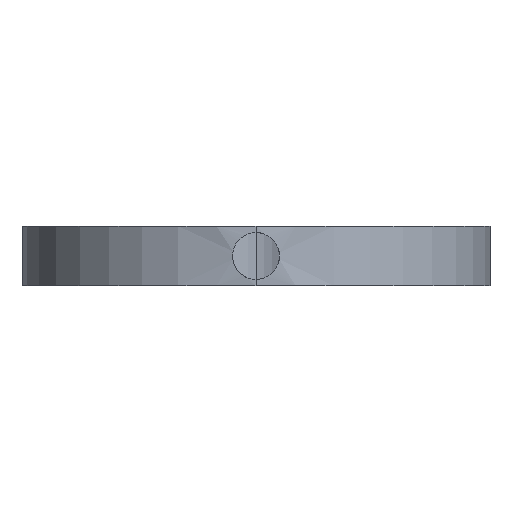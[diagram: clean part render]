
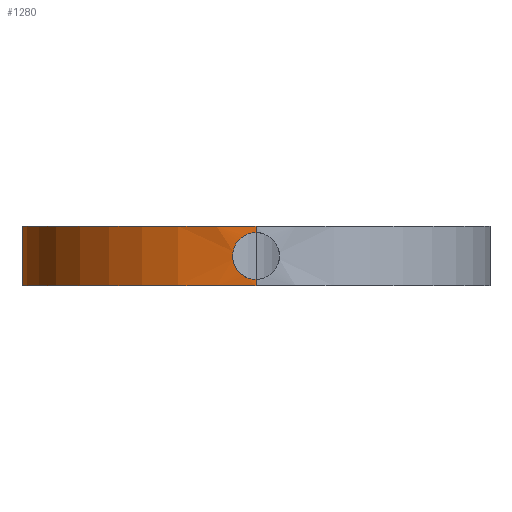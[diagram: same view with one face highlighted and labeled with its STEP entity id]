
A CAD part, left-side view. The second image highlights one B-rep face of the part: STEP entity #1280.
In plain terms, the highlighted cylindrical face has radius 25 mm (diameter 50 mm), a partial arc.
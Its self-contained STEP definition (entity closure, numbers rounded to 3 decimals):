
#2 = CARTESIAN_POINT ( 'NONE',  ( -24.899, 2.247, -1.107 ) ) ;
#27 = LINE ( 'NONE', #1450, #517 ) ;
#34 = DIRECTION ( 'NONE',  ( 0., 0., -1. ) ) ;
#59 = CARTESIAN_POINT ( 'NONE',  ( 11.31, 22.295, 3.2 ) ) ;
#71 = ORIENTED_EDGE ( 'NONE', *, *, #1270, .F. ) ;
#82 = CARTESIAN_POINT ( 'NONE',  ( -24.993, 0.659, -2.433 ) ) ;
#85 = CARTESIAN_POINT ( 'NONE',  ( -25., 0., -2.5 ) ) ;
#89 = CARTESIAN_POINT ( 'NONE',  ( 0., 0., 3.2 ) ) ;
#113 = CARTESIAN_POINT ( 'NONE',  ( -24.876, 2.484, -0.326 ) ) ;
#120 = AXIS2_PLACEMENT_3D ( 'NONE', #611, #385, #779 ) ;
#124 = EDGE_CURVE ( 'NONE', #1208, #263, #1086, .T. ) ;
#176 = DIRECTION ( 'NONE',  ( 0., 0., -1. ) ) ;
#177 = CARTESIAN_POINT ( 'NONE',  ( -24.976, 1.107, 2.248 ) ) ;
#195 = DIRECTION ( 'NONE',  ( 0., 0., 1. ) ) ;
#202 = EDGE_CURVE ( 'NONE', #1309, #263, #840, .T. ) ;
#233 = CARTESIAN_POINT ( 'NONE',  ( 11.31, 22.295, 3.2 ) ) ;
#235 = CARTESIAN_POINT ( 'NONE',  ( -24.883, 2.42, 0.649 ) ) ;
#263 = VERTEX_POINT ( 'NONE', #727 ) ;
#283 = CARTESIAN_POINT ( 'NONE',  ( -24.906, 2.169, 1.254 ) ) ;
#293 = CARTESIAN_POINT ( 'NONE',  ( -24.969, 1.252, 2.17 ) ) ;
#299 = CARTESIAN_POINT ( 'NONE',  ( -24.998, 0.325, 2.484 ) ) ;
#319 = CARTESIAN_POINT ( 'NONE',  ( -25., 0., -2.5 ) ) ;
#347 = CARTESIAN_POINT ( 'NONE',  ( -24.883, 2.421, -0.646 ) ) ;
#382 = VERTEX_POINT ( 'NONE', #1343 ) ;
#385 = DIRECTION ( 'NONE',  ( 0., 0., -1. ) ) ;
#422 = CARTESIAN_POINT ( 'NONE',  ( -24.987, 0.806, 2.372 ) ) ;
#459 = EDGE_CURVE ( 'NONE', #563, #1208, #1436, .T. ) ;
#517 = VECTOR ( 'NONE', #34, 1000. ) ;
#537 = CARTESIAN_POINT ( 'NONE',  ( -24.921, 1.987, 1.525 ) ) ;
#549 = CARTESIAN_POINT ( 'NONE',  ( -24.876, 2.484, 0.329 ) ) ;
#563 = VERTEX_POINT ( 'NONE', #233 ) ;
#599 = CARTESIAN_POINT ( 'NONE',  ( -25., 0., 3.2 ) ) ;
#611 = CARTESIAN_POINT ( 'NONE',  ( 0., 0., 3.2 ) ) ;
#657 = CARTESIAN_POINT ( 'NONE',  ( -24.969, 1.255, -2.168 ) ) ;
#660 = CARTESIAN_POINT ( 'NONE',  ( -25., 0.331, -2.5 ) ) ;
#705 = ORIENTED_EDGE ( 'NONE', *, *, #124, .T. ) ;
#712 = DIRECTION ( 'NONE',  ( 0., 0., -1. ) ) ;
#727 = CARTESIAN_POINT ( 'NONE',  ( -25., 0., -3.2 ) ) ;
#764 = AXIS2_PLACEMENT_3D ( 'NONE', #1078, #1435, #849 ) ;
#779 = DIRECTION ( 'NONE',  ( -1., 0., 0. ) ) ;
#783 = CARTESIAN_POINT ( 'NONE',  ( -24.954, 1.528, -1.985 ) ) ;
#839 = VECTOR ( 'NONE', #176, 1000. ) ;
#840 = LINE ( 'NONE', #599, #1131 ) ;
#849 = DIRECTION ( 'NONE',  ( 1., 0., 0. ) ) ;
#879 = VERTEX_POINT ( 'NONE', #1341 ) ;
#912 = ORIENTED_EDGE ( 'NONE', *, *, #1057, .F. ) ;
#944 = CARTESIAN_POINT ( 'NONE',  ( -24.929, 1.884, -1.651 ) ) ;
#958 = EDGE_LOOP ( 'NONE', ( #71, #1166, #1497, #705, #1307, #912 ) ) ;
#988 = CYLINDRICAL_SURFACE ( 'NONE', #120, 25. ) ;
#1004 = CARTESIAN_POINT ( 'NONE',  ( -25., 0.163, 2.5 ) ) ;
#1009 = CARTESIAN_POINT ( 'NONE',  ( -25., 0., 2.5 ) ) ;
#1057 = EDGE_CURVE ( 'NONE', #382, #1309, #1148, .T. ) ;
#1078 = CARTESIAN_POINT ( 'NONE',  ( 0., 0., -3.2 ) ) ;
#1086 = CIRCLE ( 'NONE', #764, 25. ) ;
#1114 = EDGE_CURVE ( 'NONE', #563, #879, #1485, .T. ) ;
#1124 = CARTESIAN_POINT ( 'NONE',  ( -24.992, 0.648, 2.42 ) ) ;
#1131 = VECTOR ( 'NONE', #712, 1000. ) ;
#1141 = CARTESIAN_POINT ( 'NONE',  ( -24.875, 2.5, 0.167 ) ) ;
#1148 = B_SPLINE_CURVE_WITH_KNOTS ( 'NONE', 3,
 ( #1009, #1004, #299, #1124, #422, #177, #293, #1364, #1487, #1242, #537, #283, #1249, #1258, #235, #549, #1141, #1294, #113, #347, #1376, #2, #1530, #1496, #944, #1369, #783, #657, #1384, #82, #660, #319 ),
 .UNSPECIFIED., .F., .F.,
 ( 4, 2, 2, 2, 2, 2, 2, 2, 2, 2, 2, 2, 2, 2, 2, 4 ),
 ( 0.008, 0.008, 0.009, 0.009, 0.01, 0.01, 0.011, 0.011, 0.012, 0.012, 0.013, 0.013, 0.014, 0.014, 0.015, 0.016 ),
 .UNSPECIFIED. ) ;
#1166 = ORIENTED_EDGE ( 'NONE', *, *, #1114, .F. ) ;
#1200 = AXIS2_PLACEMENT_3D ( 'NONE', #89, #195, #1419 ) ;
#1208 = VERTEX_POINT ( 'NONE', #1426 ) ;
#1242 = CARTESIAN_POINT ( 'NONE',  ( -24.929, 1.882, 1.654 ) ) ;
#1249 = CARTESIAN_POINT ( 'NONE',  ( -24.899, 2.246, 1.11 ) ) ;
#1255 = FACE_OUTER_BOUND ( 'NONE', #958, .T. ) ;
#1258 = CARTESIAN_POINT ( 'NONE',  ( -24.887, 2.372, 0.808 ) ) ;
#1270 = EDGE_CURVE ( 'NONE', #879, #382, #27, .T. ) ;
#1280 = ADVANCED_FACE ( 'NONE', ( #1255 ), #988, .T. ) ;
#1294 = CARTESIAN_POINT ( 'NONE',  ( -24.875, 2.5, -0.163 ) ) ;
#1307 = ORIENTED_EDGE ( 'NONE', *, *, #202, .F. ) ;
#1309 = VERTEX_POINT ( 'NONE', #85 ) ;
#1341 = CARTESIAN_POINT ( 'NONE',  ( -25., 0., 3.2 ) ) ;
#1343 = CARTESIAN_POINT ( 'NONE',  ( -25., 0., 2.5 ) ) ;
#1364 = CARTESIAN_POINT ( 'NONE',  ( -24.954, 1.525, 1.987 ) ) ;
#1369 = CARTESIAN_POINT ( 'NONE',  ( -24.946, 1.654, -1.882 ) ) ;
#1376 = CARTESIAN_POINT ( 'NONE',  ( -24.887, 2.373, -0.804 ) ) ;
#1384 = CARTESIAN_POINT ( 'NONE',  ( -24.976, 1.11, -2.246 ) ) ;
#1419 = DIRECTION ( 'NONE',  ( 1., 0., 0. ) ) ;
#1426 = CARTESIAN_POINT ( 'NONE',  ( 11.31, 22.295, -3.2 ) ) ;
#1435 = DIRECTION ( 'NONE',  ( 0., 0., 1. ) ) ;
#1436 = LINE ( 'NONE', #59, #839 ) ;
#1450 = CARTESIAN_POINT ( 'NONE',  ( -25., 0., 3.2 ) ) ;
#1485 = CIRCLE ( 'NONE', #1200, 25. ) ;
#1487 = CARTESIAN_POINT ( 'NONE',  ( -24.946, 1.651, 1.884 ) ) ;
#1496 = CARTESIAN_POINT ( 'NONE',  ( -24.921, 1.99, -1.523 ) ) ;
#1497 = ORIENTED_EDGE ( 'NONE', *, *, #459, .T. ) ;
#1530 = CARTESIAN_POINT ( 'NONE',  ( -24.906, 2.171, -1.251 ) ) ;
